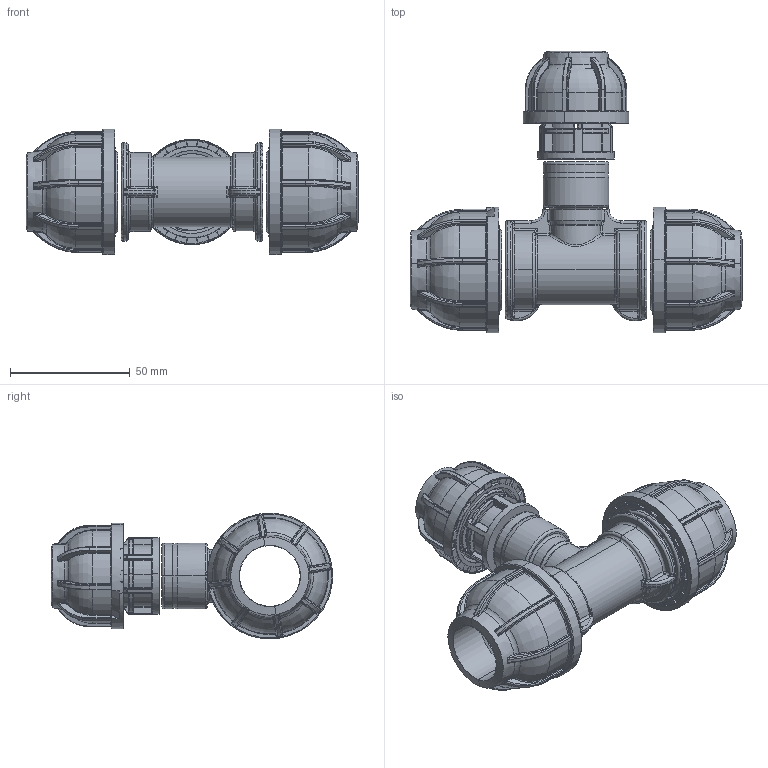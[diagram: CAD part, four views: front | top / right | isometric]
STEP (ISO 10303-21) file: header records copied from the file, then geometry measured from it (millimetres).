
FILE_DESCRIPTION (( 'STEP AP203' ), '1' );
FILE_NAME ('R217.025.020.step', '2013-11-19T09:24:22', ( 'Alusic' ), ( 'Alusic' ), 'SwSTEP 2.0', 'SolidWorks 2011', '' );
FILE_SCHEMA (( 'CONFIG_CONTROL_DESIGN' ));
Length unit declared in the file: millimetre
Products named in the file (1): R217.025.020
Bounding box: 138.4 x 117.3 x 52.4 mm (x, y, z)
Surface area: 53232 mm2 (no closed solid volume)
Topology: 0 solids, 26 shells, 1893 faces, 5848 edges, 3668 vertices
Faces by surface type: cylinder 538, torus 500, bspline 377, plane 339, sphere 72, cone 67
Entity records: 83367 total; most frequent: CARTESIAN_POINT 36426, DIRECTION 9735, ORIENTED_EDGE 9250, EDGE_CURVE 5808, AXIS2_PLACEMENT_3D 4239, VERTEX_POINT 3662, CIRCLE 2722, EDGE_LOOP 1906
